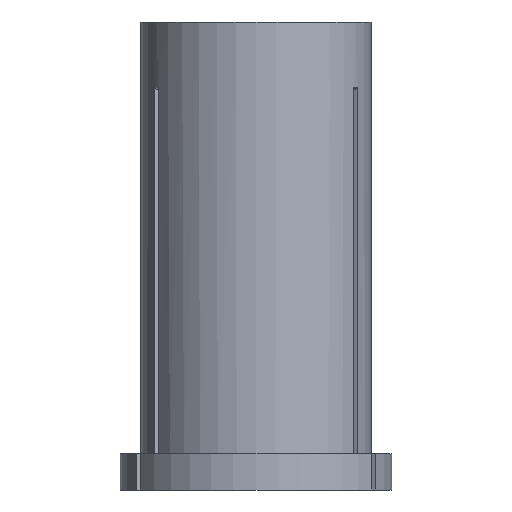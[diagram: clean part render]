
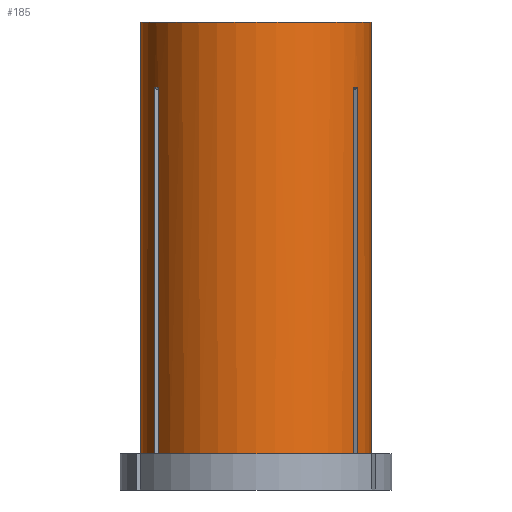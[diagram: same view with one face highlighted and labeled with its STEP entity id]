
A CAD part, front view. The second image highlights one B-rep face of the part: STEP entity #185.
In plain terms, the highlighted cylindrical face has radius 15.875 mm (diameter 31.75 mm), a partial arc.
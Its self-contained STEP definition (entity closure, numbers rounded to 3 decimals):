
#4 = EDGE_CURVE ( 'NONE', #659, #401, #934, .T. ) ;
#12 = ORIENTED_EDGE ( 'NONE', *, *, #83, .T. ) ;
#31 = VECTOR ( 'NONE', #848, 1000. ) ;
#75 = DIRECTION ( 'NONE',  ( 0., 0., 1. ) ) ;
#81 = VERTEX_POINT ( 'NONE', #242 ) ;
#83 = EDGE_CURVE ( 'NONE', #722, #103, #887, .T. ) ;
#84 = ORIENTED_EDGE ( 'NONE', *, *, #4, .T. ) ;
#92 = ORIENTED_EDGE ( 'NONE', *, *, #1052, .T. ) ;
#103 = VERTEX_POINT ( 'NONE', #233 ) ;
#112 = VECTOR ( 'NONE', #609, 1000. ) ;
#114 = CARTESIAN_POINT ( 'NONE',  ( -13.912, -7.648, -9.002 ) ) ;
#120 = CARTESIAN_POINT ( 'NONE',  ( -13.991, -7.501, -59.6 ) ) ;
#122 = CARTESIAN_POINT ( 'NONE',  ( -13.491, -8.367, -9.006 ) ) ;
#132 = CIRCLE ( 'NONE', #1017, 15.875 ) ;
#138 = CARTESIAN_POINT ( 'NONE',  ( 13.991, -7.501, 0. ) ) ;
#148 = CARTESIAN_POINT ( 'NONE',  ( 15.875, 0., 0. ) ) ;
#150 = VECTOR ( 'NONE', #683, 1000. ) ;
#154 = CARTESIAN_POINT ( 'NONE',  ( 0., 0., -59.6 ) ) ;
#161 = DIRECTION ( 'NONE',  ( 1., 0., 0. ) ) ;
#185 = ADVANCED_FACE ( 'NONE', ( #1073 ), #354, .T. ) ;
#207 = EDGE_CURVE ( 'NONE', #575, #722, #953, .T. ) ;
#209 = DIRECTION ( 'NONE',  ( 0., 0., 1. ) ) ;
#212 = VERTEX_POINT ( 'NONE', #520 ) ;
#214 = VERTEX_POINT ( 'NONE', #955 ) ;
#218 = CARTESIAN_POINT ( 'NONE',  ( -13.991, -7.501, 0. ) ) ;
#232 = ORIENTED_EDGE ( 'NONE', *, *, #466, .F. ) ;
#233 = CARTESIAN_POINT ( 'NONE',  ( 15.875, 0., 0. ) ) ;
#242 = CARTESIAN_POINT ( 'NONE',  ( -15.875, 0., 0. ) ) ;
#250 = LINE ( 'NONE', #929, #755 ) ;
#270 = ORIENTED_EDGE ( 'NONE', *, *, #207, .T. ) ;
#292 = LINE ( 'NONE', #138, #353 ) ;
#300 = CARTESIAN_POINT ( 'NONE',  ( 13.913, -7.647, -9.002 ) ) ;
#303 = ORIENTED_EDGE ( 'NONE', *, *, #514, .T. ) ;
#304 = DIRECTION ( 'NONE',  ( 1., 0., 0. ) ) ;
#306 = CARTESIAN_POINT ( 'NONE',  ( 13.491, -8.367, -59.6 ) ) ;
#307 = DIRECTION ( 'NONE',  ( 1., 0., 0. ) ) ;
#311 = CARTESIAN_POINT ( 'NONE',  ( 13.491, -8.367, -9.006 ) ) ;
#314 = LINE ( 'NONE', #218, #978 ) ;
#335 = VERTEX_POINT ( 'NONE', #120 ) ;
#342 = CIRCLE ( 'NONE', #345, 15.875 ) ;
#345 = AXIS2_PLACEMENT_3D ( 'NONE', #1130, #523, #161 ) ;
#352 = B_SPLINE_CURVE_WITH_KNOTS ( 'NONE', 3,
 ( #474, #114, #842, #1015, #933, #122 ),
 .UNSPECIFIED., .F., .F.,
 ( 4, 2, 4 ),
 ( 0.089, 0.09, 0.09 ),
 .UNSPECIFIED. ) ;
#353 = VECTOR ( 'NONE', #694, 1000. ) ;
#354 = CYLINDRICAL_SURFACE ( 'NONE', #1082, 15.875 ) ;
#360 = EDGE_CURVE ( 'NONE', #659, #450, #421, .T. ) ;
#401 = VERTEX_POINT ( 'NONE', #306 ) ;
#407 = AXIS2_PLACEMENT_3D ( 'NONE', #1046, #521, #779 ) ;
#421 = LINE ( 'NONE', #590, #150 ) ;
#444 = EDGE_CURVE ( 'NONE', #81, #103, #132, .T. ) ;
#450 = VERTEX_POINT ( 'NONE', #663 ) ;
#454 = CARTESIAN_POINT ( 'NONE',  ( 13.991, -7.501, -59.6 ) ) ;
#457 = CARTESIAN_POINT ( 'NONE',  ( -15.875, 0., -59.6 ) ) ;
#466 = EDGE_CURVE ( 'NONE', #708, #81, #830, .T. ) ;
#474 = CARTESIAN_POINT ( 'NONE',  ( -13.991, -7.501, -9.006 ) ) ;
#514 = EDGE_CURVE ( 'NONE', #335, #212, #314, .T. ) ;
#520 = CARTESIAN_POINT ( 'NONE',  ( -13.991, -7.501, -9.006 ) ) ;
#521 = DIRECTION ( 'NONE',  ( 0., 0., 1. ) ) ;
#523 = DIRECTION ( 'NONE',  ( 0., 0., 1. ) ) ;
#528 = ORIENTED_EDGE ( 'NONE', *, *, #849, .T. ) ;
#552 = CARTESIAN_POINT ( 'NONE',  ( -13.491, -8.367, -59.6 ) ) ;
#575 = VERTEX_POINT ( 'NONE', #454 ) ;
#587 = CARTESIAN_POINT ( 'NONE',  ( -15.875, 0., 0. ) ) ;
#590 = CARTESIAN_POINT ( 'NONE',  ( -13.491, -8.367, 0. ) ) ;
#609 = DIRECTION ( 'NONE',  ( 0., 0., 1. ) ) ;
#618 = B_SPLINE_CURVE_WITH_KNOTS ( 'NONE', 3,
 ( #311, #1100, #844, #300, #829 ),
 .UNSPECIFIED., .F., .F.,
 ( 4, 1, 4 ),
 ( 0.098, 0.098, 0.099 ),
 .UNSPECIFIED. ) ;
#625 = DIRECTION ( 'NONE',  ( 1., 0., 0. ) ) ;
#628 = DIRECTION ( 'NONE',  ( 0., 0., 1. ) ) ;
#647 = ORIENTED_EDGE ( 'NONE', *, *, #963, .T. ) ;
#659 = VERTEX_POINT ( 'NONE', #552 ) ;
#663 = CARTESIAN_POINT ( 'NONE',  ( -13.491, -8.367, -9.006 ) ) ;
#683 = DIRECTION ( 'NONE',  ( 0., 0., 1. ) ) ;
#686 = ORIENTED_EDGE ( 'NONE', *, *, #919, .F. ) ;
#688 = ORIENTED_EDGE ( 'NONE', *, *, #876, .T. ) ;
#694 = DIRECTION ( 'NONE',  ( 0., 0., 1. ) ) ;
#701 = VERTEX_POINT ( 'NONE', #738 ) ;
#708 = VERTEX_POINT ( 'NONE', #457 ) ;
#722 = VERTEX_POINT ( 'NONE', #822 ) ;
#738 = CARTESIAN_POINT ( 'NONE',  ( 13.491, -8.367, -9.006 ) ) ;
#743 = DIRECTION ( 'NONE',  ( 0., 0., 1. ) ) ;
#755 = VECTOR ( 'NONE', #768, 1000. ) ;
#768 = DIRECTION ( 'NONE',  ( 0., 0., 1. ) ) ;
#777 = EDGE_LOOP ( 'NONE', ( #232, #92, #303, #688, #890, #84, #647, #528, #686, #270, #12, #938 ) ) ;
#779 = DIRECTION ( 'NONE',  ( 1., 0., 0. ) ) ;
#822 = CARTESIAN_POINT ( 'NONE',  ( 15.875, 0., -59.6 ) ) ;
#829 = CARTESIAN_POINT ( 'NONE',  ( 13.991, -7.501, -9.006 ) ) ;
#830 = LINE ( 'NONE', #587, #112 ) ;
#842 = CARTESIAN_POINT ( 'NONE',  ( -13.831, -7.794, -9. ) ) ;
#844 = CARTESIAN_POINT ( 'NONE',  ( 13.751, -7.938, -8.998 ) ) ;
#848 = DIRECTION ( 'NONE',  ( 0., 0., 1. ) ) ;
#849 = EDGE_CURVE ( 'NONE', #701, #214, #618, .T. ) ;
#876 = EDGE_CURVE ( 'NONE', #212, #450, #352, .T. ) ;
#887 = LINE ( 'NONE', #148, #31 ) ;
#890 = ORIENTED_EDGE ( 'NONE', *, *, #360, .F. ) ;
#919 = EDGE_CURVE ( 'NONE', #575, #214, #292, .T. ) ;
#929 = CARTESIAN_POINT ( 'NONE',  ( 13.491, -8.367, 0. ) ) ;
#933 = CARTESIAN_POINT ( 'NONE',  ( -13.579, -8.226, -9.002 ) ) ;
#934 = CIRCLE ( 'NONE', #407, 15.875 ) ;
#938 = ORIENTED_EDGE ( 'NONE', *, *, #444, .F. ) ;
#953 = CIRCLE ( 'NONE', #1032, 15.875 ) ;
#955 = CARTESIAN_POINT ( 'NONE',  ( 13.991, -7.501, -9.006 ) ) ;
#963 = EDGE_CURVE ( 'NONE', #401, #701, #250, .T. ) ;
#978 = VECTOR ( 'NONE', #628, 1000. ) ;
#997 = CARTESIAN_POINT ( 'NONE',  ( 0., 0., 0. ) ) ;
#1003 = CARTESIAN_POINT ( 'NONE',  ( 0., 0., 0. ) ) ;
#1015 = CARTESIAN_POINT ( 'NONE',  ( -13.664, -8.083, -9. ) ) ;
#1017 = AXIS2_PLACEMENT_3D ( 'NONE', #997, #743, #304 ) ;
#1032 = AXIS2_PLACEMENT_3D ( 'NONE', #154, #75, #625 ) ;
#1046 = CARTESIAN_POINT ( 'NONE',  ( 0., 0., -59.6 ) ) ;
#1052 = EDGE_CURVE ( 'NONE', #708, #335, #342, .T. ) ;
#1073 = FACE_OUTER_BOUND ( 'NONE', #777, .T. ) ;
#1082 = AXIS2_PLACEMENT_3D ( 'NONE', #1003, #209, #307 ) ;
#1100 = CARTESIAN_POINT ( 'NONE',  ( 13.58, -8.224, -9.002 ) ) ;
#1130 = CARTESIAN_POINT ( 'NONE',  ( 0., 0., -59.6 ) ) ;
